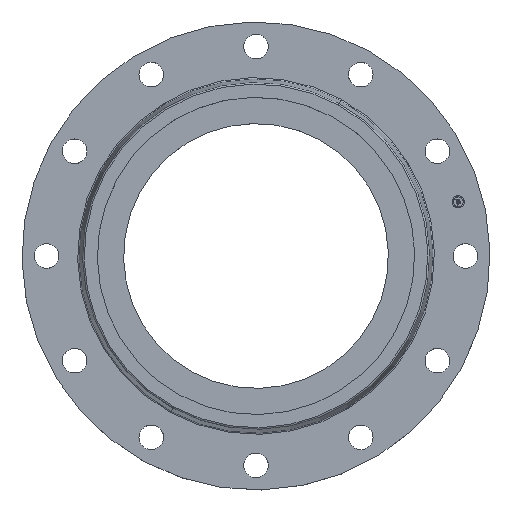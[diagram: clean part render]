
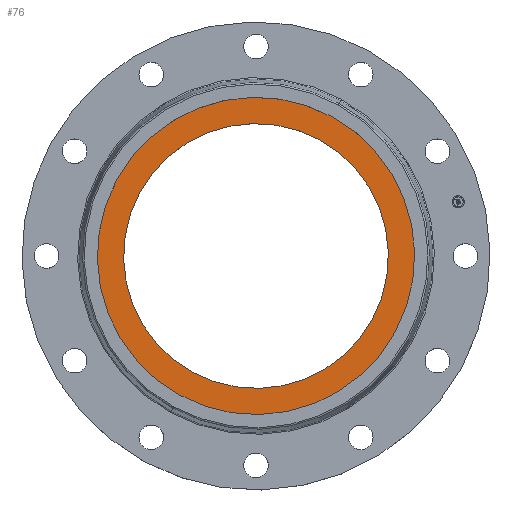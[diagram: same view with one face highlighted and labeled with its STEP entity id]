
A CAD part, top view. The second image highlights one B-rep face of the part: STEP entity #76.
In plain terms, the highlighted planar face has unit normal (0, 0, 1).
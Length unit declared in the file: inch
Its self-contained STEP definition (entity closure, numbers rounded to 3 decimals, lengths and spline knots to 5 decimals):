
#38=AXIS2_PLACEMENT_3D('Plane Axis2P3D',#35,#36,#37) ;
#42=AXIS2_PLACEMENT_3D('Circle Axis2P3D',#40,#41,$) ;
#51=AXIS2_PLACEMENT_3D('Circle Axis2P3D',#49,#50,$) ;
#60=AXIS2_PLACEMENT_3D('Circle Axis2P3D',#58,#59,$) ;
#69=AXIS2_PLACEMENT_3D('Circle Axis2P3D',#67,#68,$) ;
#35=CARTESIAN_POINT('Axis2P3D Location',(0.,0.,0.56)) ;
#40=CARTESIAN_POINT('Axis2P3D Location',(0.,0.,0.56)) ;
#44=CARTESIAN_POINT('Vertex',(-5.65163,3.0875,0.56)) ;
#46=CARTESIAN_POINT('Vertex',(5.65163,-3.0875,0.56)) ;
#49=CARTESIAN_POINT('Axis2P3D Location',(0.,0.,0.56)) ;
#58=CARTESIAN_POINT('Axis2P3D Location',(0.,0.,0.56)) ;
#62=CARTESIAN_POINT('Vertex',(-2.57691,-4.71701,0.56)) ;
#64=CARTESIAN_POINT('Vertex',(2.57691,4.71701,0.56)) ;
#67=CARTESIAN_POINT('Axis2P3D Location',(0.,0.,0.56)) ;
#36=DIRECTION('Axis2P3D Direction',(0.,0.,-0.039)) ;
#37=DIRECTION('Axis2P3D XDirection',(0.039,0.,0.)) ;
#41=DIRECTION('Axis2P3D Direction',(0.,0.,-0.039)) ;
#50=DIRECTION('Axis2P3D Direction',(0.,0.,-0.039)) ;
#59=DIRECTION('Axis2P3D Direction',(0.,0.,-0.039)) ;
#68=DIRECTION('Axis2P3D Direction',(0.,0.,-0.039)) ;
#55=ORIENTED_EDGE('',*,*,#48,.F.) ;
#56=ORIENTED_EDGE('',*,*,#53,.F.) ;
#73=ORIENTED_EDGE('',*,*,#66,.T.) ;
#74=ORIENTED_EDGE('',*,*,#71,.T.) ;
#75=FACE_BOUND('',#72,.T.) ;
#76=ADVANCED_FACE('PartBody',(#57,#75),#39,.F.) ;
#43=CIRCLE('generated circle',#42,6.44) ;
#52=CIRCLE('generated circle',#51,6.44) ;
#61=CIRCLE('generated circle',#60,5.375) ;
#70=CIRCLE('generated circle',#69,5.375) ;
#48=EDGE_CURVE('',#45,#47,#43,.T.) ;
#53=EDGE_CURVE('',#47,#45,#52,.T.) ;
#66=EDGE_CURVE('',#63,#65,#61,.T.) ;
#71=EDGE_CURVE('',#65,#63,#70,.T.) ;
#54=EDGE_LOOP('',(#55,#56)) ;
#72=EDGE_LOOP('',(#73,#74)) ;
#57=FACE_OUTER_BOUND('',#54,.T.) ;
#39=PLANE('',#38) ;
#45=VERTEX_POINT('',#44) ;
#47=VERTEX_POINT('',#46) ;
#63=VERTEX_POINT('',#62) ;
#65=VERTEX_POINT('',#64) ;
